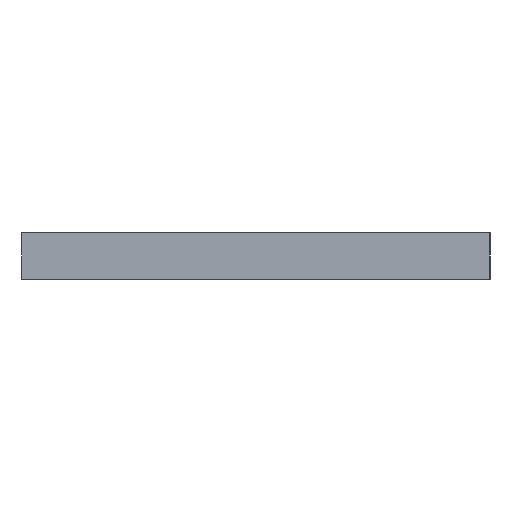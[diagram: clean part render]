
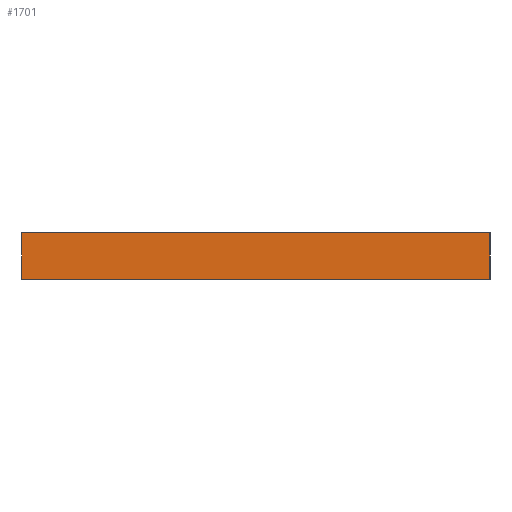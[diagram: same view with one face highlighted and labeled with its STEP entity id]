
A CAD part, left-side view. The second image highlights one B-rep face of the part: STEP entity #1701.
In plain terms, the highlighted planar face has unit normal (-1, 0, 0).
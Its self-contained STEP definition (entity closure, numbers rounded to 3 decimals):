
#204=ORIENTED_EDGE('',*,*,#519,.F.);
#205=ORIENTED_EDGE('',*,*,#564,.F.);
#206=ORIENTED_EDGE('',*,*,#565,.T.);
#207=ORIENTED_EDGE('',*,*,#566,.T.);
#519=EDGE_CURVE('',#699,#700,#819,.T.);
#564=EDGE_CURVE('',#744,#699,#823,.T.);
#565=EDGE_CURVE('',#744,#745,#824,.T.);
#566=EDGE_CURVE('',#745,#700,#825,.T.);
#699=VERTEX_POINT('',#1982);
#700=VERTEX_POINT('',#1983);
#744=VERTEX_POINT('',#2407);
#745=VERTEX_POINT('',#2409);
#819=LINE('',#1981,#887);
#823=LINE('',#2406,#891);
#824=LINE('',#2408,#892);
#825=LINE('',#2410,#893);
#887=VECTOR('',#1827,1000.);
#891=VECTOR('',#1833,1000.);
#892=VECTOR('',#1834,1000.);
#893=VECTOR('',#1835,1000.);
#964=EDGE_LOOP('',(#204,#205,#206,#207));
#1052=FACE_BOUND('',#964,.T.);
#1132=PLANE('',#1781);
#1701=ADVANCED_FACE('',(#1052),#1132,.T.);
#1781=AXIS2_PLACEMENT_3D('',#2405,#1831,#1832);
#1827=DIRECTION('',(0.,-1.,0.));
#1831=DIRECTION('',(-1.,0.,0.));
#1832=DIRECTION('',(0.,0.,1.));
#1833=DIRECTION('',(0.,0.,1.));
#1834=DIRECTION('',(0.,-1.,0.));
#1835=DIRECTION('',(0.,0.,1.));
#1981=CARTESIAN_POINT('',(-485.,100.,0.));
#1982=CARTESIAN_POINT('',(-485.,100.,0.));
#1983=CARTESIAN_POINT('',(-485.,-100.,0.));
#2405=CARTESIAN_POINT('',(-485.,100.,-20.));
#2406=CARTESIAN_POINT('',(-485.,100.,-20.));
#2407=CARTESIAN_POINT('',(-485.,100.,-20.));
#2408=CARTESIAN_POINT('',(-485.,100.,-20.));
#2409=CARTESIAN_POINT('',(-485.,-100.,-20.));
#2410=CARTESIAN_POINT('',(-485.,-100.,-20.));
